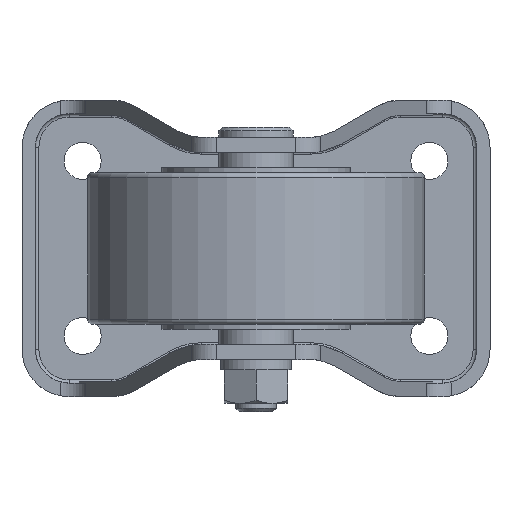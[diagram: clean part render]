
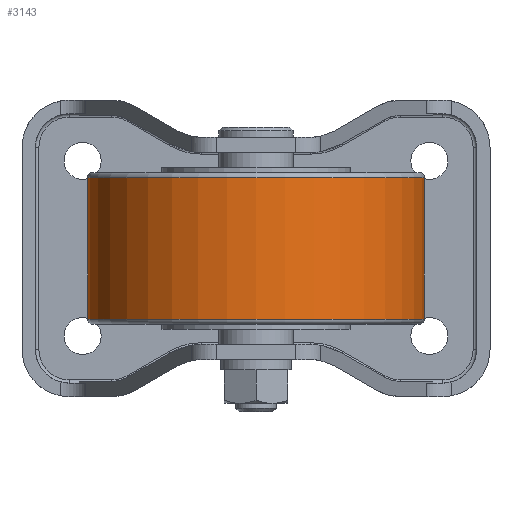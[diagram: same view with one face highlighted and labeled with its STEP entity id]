
A CAD part, front view. The second image highlights one B-rep face of the part: STEP entity #3143.
In plain terms, the highlighted cylindrical face has radius 50 mm (diameter 100 mm), a partial arc.
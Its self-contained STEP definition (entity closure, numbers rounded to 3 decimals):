
#268 = ORIENTED_EDGE ( 'NONE', *, *, #1014, .F. ) ;
#289 = AXIS2_PLACEMENT_3D ( 'NONE', #4146, #758, #4598 ) ;
#365 = EDGE_LOOP ( 'NONE', ( #268, #3322, #5693, #4093 ) ) ;
#538 = CARTESIAN_POINT ( 'NONE',  ( 50., -94., -21. ) ) ;
#588 = AXIS2_PLACEMENT_3D ( 'NONE', #3021, #4407, #4648 ) ;
#758 = DIRECTION ( 'NONE',  ( 0., 0., 1. ) ) ;
#847 = DIRECTION ( 'NONE',  ( 1., 0., 0. ) ) ;
#967 = CARTESIAN_POINT ( 'NONE',  ( -50., -94., 21. ) ) ;
#1014 = EDGE_CURVE ( 'NONE', #3023, #4423, #2162, .T. ) ;
#1019 = EDGE_CURVE ( 'NONE', #4423, #5583, #1084, .T. ) ;
#1084 = CIRCLE ( 'NONE', #289, 50. ) ;
#1676 = EDGE_CURVE ( 'NONE', #4489, #5583, #3943, .T. ) ;
#2052 = CARTESIAN_POINT ( 'NONE',  ( 50., -94., 54.688 ) ) ;
#2162 = LINE ( 'NONE', #5899, #2998 ) ;
#2225 = CYLINDRICAL_SURFACE ( 'NONE', #4858, 50. ) ;
#2998 = VECTOR ( 'NONE', #4485, 1000. ) ;
#3021 = CARTESIAN_POINT ( 'NONE',  ( 0., -94., -21. ) ) ;
#3023 = VERTEX_POINT ( 'NONE', #4535 ) ;
#3143 = ADVANCED_FACE ( 'NONE', ( #5449 ), #2225, .T. ) ;
#3322 = ORIENTED_EDGE ( 'NONE', *, *, #3628, .T. ) ;
#3628 = EDGE_CURVE ( 'NONE', #3023, #4489, #5036, .T. ) ;
#3943 = LINE ( 'NONE', #2052, #4777 ) ;
#4093 = ORIENTED_EDGE ( 'NONE', *, *, #1019, .F. ) ;
#4146 = CARTESIAN_POINT ( 'NONE',  ( 0., -94., 21. ) ) ;
#4407 = DIRECTION ( 'NONE',  ( 0., 0., 1. ) ) ;
#4423 = VERTEX_POINT ( 'NONE', #967 ) ;
#4485 = DIRECTION ( 'NONE',  ( 0., 0., 1. ) ) ;
#4489 = VERTEX_POINT ( 'NONE', #538 ) ;
#4535 = CARTESIAN_POINT ( 'NONE',  ( -50., -94., -21. ) ) ;
#4598 = DIRECTION ( 'NONE',  ( 1., 0., 0. ) ) ;
#4648 = DIRECTION ( 'NONE',  ( 1., 0., 0. ) ) ;
#4777 = VECTOR ( 'NONE', #5849, 1000. ) ;
#4858 = AXIS2_PLACEMENT_3D ( 'NONE', #5640, #6098, #847 ) ;
#5036 = CIRCLE ( 'NONE', #588, 50. ) ;
#5449 = FACE_OUTER_BOUND ( 'NONE', #365, .T. ) ;
#5583 = VERTEX_POINT ( 'NONE', #5634 ) ;
#5634 = CARTESIAN_POINT ( 'NONE',  ( 50., -94., 21. ) ) ;
#5640 = CARTESIAN_POINT ( 'NONE',  ( 0., -94., 54.688 ) ) ;
#5693 = ORIENTED_EDGE ( 'NONE', *, *, #1676, .T. ) ;
#5849 = DIRECTION ( 'NONE',  ( 0., 0., 1. ) ) ;
#5899 = CARTESIAN_POINT ( 'NONE',  ( -50., -94., 54.688 ) ) ;
#6098 = DIRECTION ( 'NONE',  ( 0., 0., 1. ) ) ;
